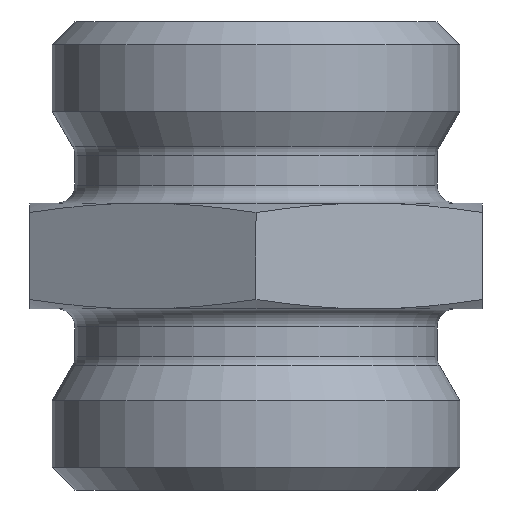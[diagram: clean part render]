
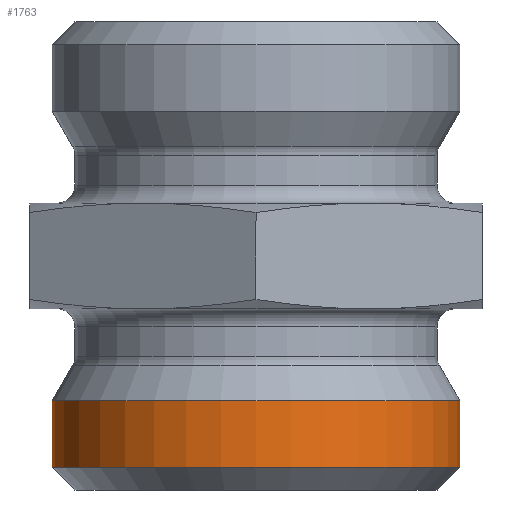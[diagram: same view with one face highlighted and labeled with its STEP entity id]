
A CAD part, front view. The second image highlights one B-rep face of the part: STEP entity #1763.
In plain terms, the highlighted cylindrical face has radius 13.5 mm (diameter 27 mm), a full revolution.
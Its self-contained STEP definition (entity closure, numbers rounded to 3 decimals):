
#1206=CARTESIAN_POINT('',(-13.5,0.,5.902));
#1207=VERTEX_POINT('',#1206);
#1208=CARTESIAN_POINT('',(0.0,0.0,5.902));
#1209=DIRECTION('',(0.0,0.0,1.0));
#1210=DIRECTION('',(1.0,0.0,0.0));
#1211=AXIS2_PLACEMENT_3D('',#1208,#1209,#1210);
#1212=CIRCLE('',#1211,13.5);
#1213=EDGE_CURVE('',#1207,#1207,#1212,.T.);
#1744=CARTESIAN_POINT('',(0.0,0.0,0.0));
#1745=DIRECTION('',(0.0,0.0,1.0));
#1746=DIRECTION('',(1.0,0.0,0.0));
#1747=AXIS2_PLACEMENT_3D('',#1744,#1745,#1746);
#1748=CYLINDRICAL_SURFACE('',#1747,13.5);
#1749=CARTESIAN_POINT('',(-13.5,0.,1.5));
#1750=VERTEX_POINT('',#1749);
#1751=CARTESIAN_POINT('',(0.0,0.0,1.5));
#1752=DIRECTION('',(0.0,0.0,-1.0));
#1753=DIRECTION('',(1.0,0.0,0.0));
#1754=AXIS2_PLACEMENT_3D('',#1751,#1752,#1753);
#1755=CIRCLE('',#1754,13.5);
#1756=EDGE_CURVE('',#1750,#1750,#1755,.T.);
#1757=ORIENTED_EDGE('',*,*,#1756,.F.);
#1758=EDGE_LOOP('',(#1757));
#1759=FACE_OUTER_BOUND('',#1758,.T.);
#1760=ORIENTED_EDGE('',*,*,#1213,.F.);
#1761=EDGE_LOOP('',(#1760));
#1762=FACE_BOUND('',#1761,.T.);
#1763=ADVANCED_FACE('',(#1759,#1762),#1748,.T.);
